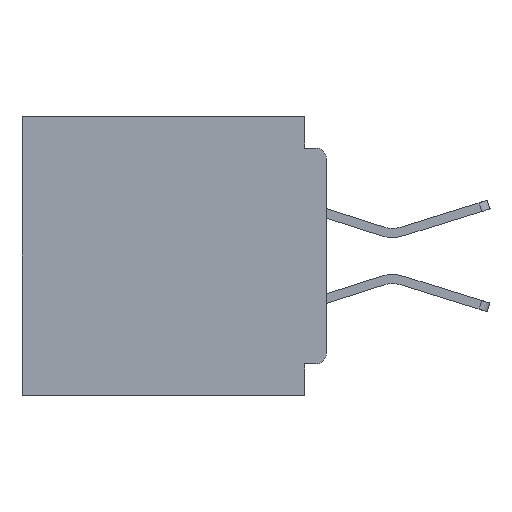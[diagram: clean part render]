
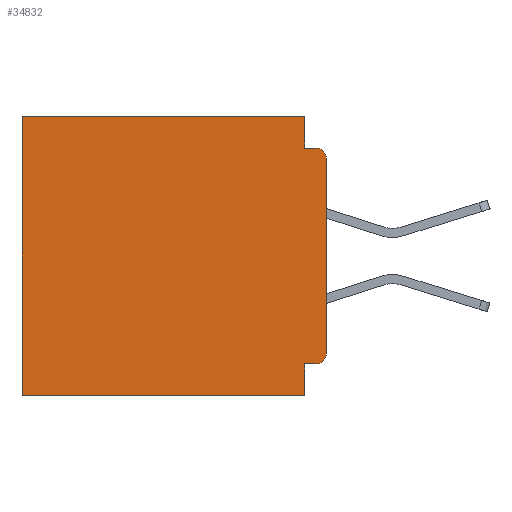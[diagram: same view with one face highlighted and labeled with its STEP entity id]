
A CAD part, left-side view. The second image highlights one B-rep face of the part: STEP entity #34832.
In plain terms, the highlighted planar face has unit normal (-1, 0, 0).
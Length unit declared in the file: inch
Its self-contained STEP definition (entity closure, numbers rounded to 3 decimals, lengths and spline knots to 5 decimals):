
#80 = CARTESIAN_POINT ( 'NONE',  ( 0.3, 0.031, -0.355 ) ) ;
#179 = CARTESIAN_POINT ( 'NONE',  ( 0.3, 0.031, 0. ) ) ;
#804 = EDGE_CURVE ( 'NONE', #29071, #14426, #38854, .T. ) ;
#849 = DIRECTION ( 'NONE',  ( -1., 0., 0. ) ) ;
#2262 = ORIENTED_EDGE ( 'NONE', *, *, #44649, .F. ) ;
#2885 = FACE_OUTER_BOUND ( 'NONE', #37914, .T. ) ;
#3326 = CARTESIAN_POINT ( 'NONE',  ( 0.3, 0.031, -0.4 ) ) ;
#3994 = ORIENTED_EDGE ( 'NONE', *, *, #804, .F. ) ;
#4183 = DIRECTION ( 'NONE',  ( 0., 1., 0. ) ) ;
#4716 = EDGE_CURVE ( 'NONE', #33817, #40439, #19140, .T. ) ;
#5334 = DIRECTION ( 'NONE',  ( 0., 0., -1. ) ) ;
#5940 = DIRECTION ( 'NONE',  ( 1., 0., 0. ) ) ;
#7320 = ORIENTED_EDGE ( 'NONE', *, *, #23773, .T. ) ;
#8089 = DIRECTION ( 'NONE',  ( 0., -1., 0. ) ) ;
#8123 = CARTESIAN_POINT ( 'NONE',  ( 0.3, 0., -0.045 ) ) ;
#8743 = VECTOR ( 'NONE', #44020, 39.37008 ) ;
#8863 = CARTESIAN_POINT ( 'NONE',  ( 0.3, 0.437, -0.4 ) ) ;
#9326 = CARTESIAN_POINT ( 'NONE',  ( 0.3, 0., -0.4 ) ) ;
#10397 = CIRCLE ( 'NONE', #18325, 0.015 ) ;
#10912 = CARTESIAN_POINT ( 'NONE',  ( 0.3, 0.015, -0.045 ) ) ;
#11196 = DIRECTION ( 'NONE',  ( -1., 0., 0. ) ) ;
#11291 = CARTESIAN_POINT ( 'NONE',  ( 0.3, 0., -0.4 ) ) ;
#12115 = CARTESIAN_POINT ( 'NONE',  ( 0.3, 0., -0.34 ) ) ;
#13479 = CARTESIAN_POINT ( 'NONE',  ( 0.3, 0.031, -0.045 ) ) ;
#14426 = VERTEX_POINT ( 'NONE', #10912 ) ;
#16061 = VECTOR ( 'NONE', #31568, 39.37008 ) ;
#16364 = VERTEX_POINT ( 'NONE', #12115 ) ;
#16556 = VECTOR ( 'NONE', #18861, 39.37008 ) ;
#16900 = ORIENTED_EDGE ( 'NONE', *, *, #4716, .F. ) ;
#17207 = AXIS2_PLACEMENT_3D ( 'NONE', #32164, #11196, #35677 ) ;
#17639 = ORIENTED_EDGE ( 'NONE', *, *, #34506, .T. ) ;
#17894 = ORIENTED_EDGE ( 'NONE', *, *, #22543, .F. ) ;
#18325 = AXIS2_PLACEMENT_3D ( 'NONE', #21856, #849, #25354 ) ;
#18861 = DIRECTION ( 'NONE',  ( 0., 1., 0. ) ) ;
#19140 = LINE ( 'NONE', #42971, #8743 ) ;
#19199 = EDGE_CURVE ( 'NONE', #27242, #29071, #29389, .T. ) ;
#20467 = VERTEX_POINT ( 'NONE', #28103 ) ;
#21346 = ORIENTED_EDGE ( 'NONE', *, *, #39272, .T. ) ;
#21439 = EDGE_CURVE ( 'NONE', #39440, #42732, #25906, .T. ) ;
#21856 = CARTESIAN_POINT ( 'NONE',  ( 0.3, 0.015, -0.06 ) ) ;
#22543 = EDGE_CURVE ( 'NONE', #40439, #42732, #42209, .T. ) ;
#22699 = LINE ( 'NONE', #11291, #36897 ) ;
#23223 = VERTEX_POINT ( 'NONE', #43238 ) ;
#23713 = CARTESIAN_POINT ( 'NONE',  ( 0.3, 0.437, -0.4 ) ) ;
#23773 = EDGE_CURVE ( 'NONE', #23223, #14426, #10397, .T. ) ;
#25354 = DIRECTION ( 'NONE',  ( 0., 0., -1. ) ) ;
#25906 = LINE ( 'NONE', #8863, #34110 ) ;
#26932 = PLANE ( 'NONE',  #28076 ) ;
#27242 = VERTEX_POINT ( 'NONE', #40540 ) ;
#27895 = CARTESIAN_POINT ( 'NONE',  ( 0.3, 0., -0.355 ) ) ;
#28076 = AXIS2_PLACEMENT_3D ( 'NONE', #9326, #5940, #30461 ) ;
#28103 = CARTESIAN_POINT ( 'NONE',  ( 0.3, 0.015, -0.355 ) ) ;
#28483 = VECTOR ( 'NONE', #8089, 39.37008 ) ;
#29071 = VERTEX_POINT ( 'NONE', #13479 ) ;
#29389 = LINE ( 'NONE', #179, #39717 ) ;
#30461 = DIRECTION ( 'NONE',  ( 0., 0., -1. ) ) ;
#31373 = DIRECTION ( 'NONE',  ( 0., 0., -1. ) ) ;
#31568 = DIRECTION ( 'NONE',  ( 0., 1., 0. ) ) ;
#31728 = DIRECTION ( 'NONE',  ( 0., 0., -1. ) ) ;
#32140 = VECTOR ( 'NONE', #4183, 39.37008 ) ;
#32164 = CARTESIAN_POINT ( 'NONE',  ( 0.3, 0.015, -0.34 ) ) ;
#33817 = VERTEX_POINT ( 'NONE', #80 ) ;
#33949 = ORIENTED_EDGE ( 'NONE', *, *, #21439, .T. ) ;
#34046 = ORIENTED_EDGE ( 'NONE', *, *, #41576, .F. ) ;
#34110 = VECTOR ( 'NONE', #5334, 39.37008 ) ;
#34506 = EDGE_CURVE ( 'NONE', #20467, #16364, #42221, .T. ) ;
#34832 = ADVANCED_FACE ( 'NONE', ( #2885 ), #26932, .F. ) ;
#35677 = DIRECTION ( 'NONE',  ( 0., 0., -1. ) ) ;
#36897 = VECTOR ( 'NONE', #31373, 39.37008 ) ;
#37914 = EDGE_LOOP ( 'NONE', ( #2262, #7320, #3994, #40520, #21346, #33949, #17894, #16900, #34046, #17639 ) ) ;
#38854 = LINE ( 'NONE', #8123, #28483 ) ;
#39048 = CARTESIAN_POINT ( 'NONE',  ( 0.3, 0., 0. ) ) ;
#39272 = EDGE_CURVE ( 'NONE', #27242, #39440, #41376, .T. ) ;
#39440 = VERTEX_POINT ( 'NONE', #43444 ) ;
#39717 = VECTOR ( 'NONE', #31728, 39.37008 ) ;
#39780 = CARTESIAN_POINT ( 'NONE',  ( 0.3, 0., -0.4 ) ) ;
#40439 = VERTEX_POINT ( 'NONE', #3326 ) ;
#40520 = ORIENTED_EDGE ( 'NONE', *, *, #19199, .F. ) ;
#40540 = CARTESIAN_POINT ( 'NONE',  ( 0.3, 0.031, 0. ) ) ;
#41376 = LINE ( 'NONE', #39048, #32140 ) ;
#41576 = EDGE_CURVE ( 'NONE', #20467, #33817, #43887, .T. ) ;
#42209 = LINE ( 'NONE', #39780, #16556 ) ;
#42221 = CIRCLE ( 'NONE', #17207, 0.015 ) ;
#42732 = VERTEX_POINT ( 'NONE', #23713 ) ;
#42971 = CARTESIAN_POINT ( 'NONE',  ( 0.3, 0.031, -0.4 ) ) ;
#43238 = CARTESIAN_POINT ( 'NONE',  ( 0.3, 0., -0.06 ) ) ;
#43444 = CARTESIAN_POINT ( 'NONE',  ( 0.3, 0.437, 0. ) ) ;
#43887 = LINE ( 'NONE', #27895, #16061 ) ;
#44020 = DIRECTION ( 'NONE',  ( 0., 0., -1. ) ) ;
#44649 = EDGE_CURVE ( 'NONE', #23223, #16364, #22699, .T. ) ;
